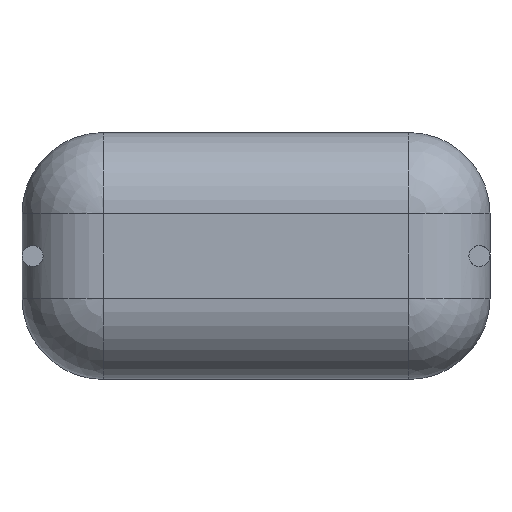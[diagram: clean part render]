
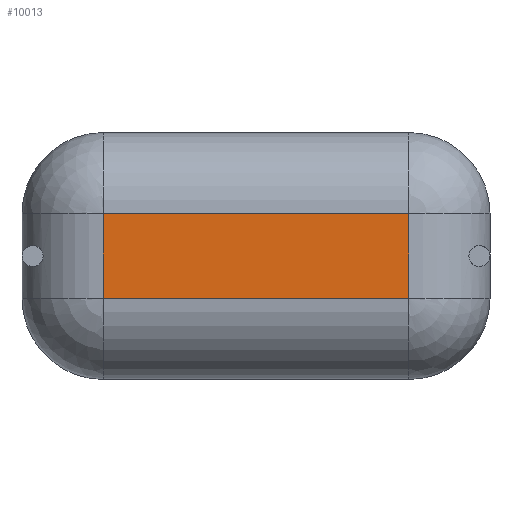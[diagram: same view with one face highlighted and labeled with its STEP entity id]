
A CAD part, front view. The second image highlights one B-rep face of the part: STEP entity #10013.
In plain terms, the highlighted planar face has unit normal (0, -1, 0).
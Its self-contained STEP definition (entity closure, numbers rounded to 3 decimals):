
#338 = ORIENTED_EDGE ( 'NONE', *, *, #13457, .T. ) ;
#858 = LINE ( 'NONE', #997, #5967 ) ;
#997 = CARTESIAN_POINT ( 'NONE',  ( -5.875, -7.5, 1.625 ) ) ;
#2028 = ORIENTED_EDGE ( 'NONE', *, *, #10786, .T. ) ;
#2522 = DIRECTION ( 'NONE',  ( 0., 0., -1. ) ) ;
#2659 = VECTOR ( 'NONE', #5676, 1000. ) ;
#2952 = CARTESIAN_POINT ( 'NONE',  ( -5.875, -7.5, 1.625 ) ) ;
#3121 = CARTESIAN_POINT ( 'NONE',  ( 9., -7.5, -1.625 ) ) ;
#3431 = LINE ( 'NONE', #13104, #2659 ) ;
#3483 = DIRECTION ( 'NONE',  ( 0., 0., 1. ) ) ;
#4071 = VERTEX_POINT ( 'NONE', #13214 ) ;
#4359 = ORIENTED_EDGE ( 'NONE', *, *, #10416, .F. ) ;
#4694 = DIRECTION ( 'NONE',  ( 0., 0., 1. ) ) ;
#4717 = VECTOR ( 'NONE', #11356, 1000. ) ;
#4791 = LINE ( 'NONE', #10861, #13473 ) ;
#4884 = EDGE_LOOP ( 'NONE', ( #7467, #2028, #4359, #338 ) ) ;
#5676 = DIRECTION ( 'NONE',  ( -1., 0., 0. ) ) ;
#5844 = VERTEX_POINT ( 'NONE', #11306 ) ;
#5967 = VECTOR ( 'NONE', #2522, 1000. ) ;
#7467 = ORIENTED_EDGE ( 'NONE', *, *, #8603, .T. ) ;
#7977 = LINE ( 'NONE', #3121, #4717 ) ;
#8603 = EDGE_CURVE ( 'NONE', #9513, #14059, #3431, .T. ) ;
#9042 = CARTESIAN_POINT ( 'NONE',  ( 9., -7.5, 1.625 ) ) ;
#9185 = FACE_OUTER_BOUND ( 'NONE', #4884, .T. ) ;
#9513 = VERTEX_POINT ( 'NONE', #13935 ) ;
#10013 = ADVANCED_FACE ( 'NONE', ( #9185 ), #11626, .F. ) ;
#10039 = AXIS2_PLACEMENT_3D ( 'NONE', #9042, #11472, #4694 ) ;
#10416 = EDGE_CURVE ( 'NONE', #4071, #5844, #7977, .T. ) ;
#10786 = EDGE_CURVE ( 'NONE', #14059, #5844, #858, .T. ) ;
#10861 = CARTESIAN_POINT ( 'NONE',  ( 5.875, -7.5, 1.625 ) ) ;
#11306 = CARTESIAN_POINT ( 'NONE',  ( -5.875, -7.5, -1.625 ) ) ;
#11356 = DIRECTION ( 'NONE',  ( -1., 0., 0. ) ) ;
#11472 = DIRECTION ( 'NONE',  ( 0., 1., 0. ) ) ;
#11626 = PLANE ( 'NONE',  #10039 ) ;
#13104 = CARTESIAN_POINT ( 'NONE',  ( 9., -7.5, 1.625 ) ) ;
#13214 = CARTESIAN_POINT ( 'NONE',  ( 5.875, -7.5, -1.625 ) ) ;
#13457 = EDGE_CURVE ( 'NONE', #4071, #9513, #4791, .T. ) ;
#13473 = VECTOR ( 'NONE', #3483, 1000. ) ;
#13935 = CARTESIAN_POINT ( 'NONE',  ( 5.875, -7.5, 1.625 ) ) ;
#14059 = VERTEX_POINT ( 'NONE', #2952 ) ;
